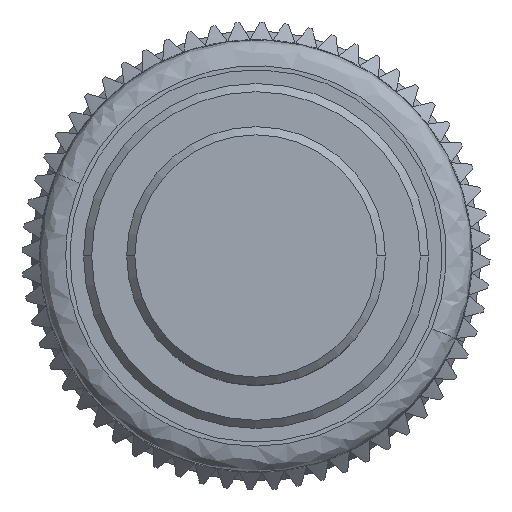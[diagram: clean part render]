
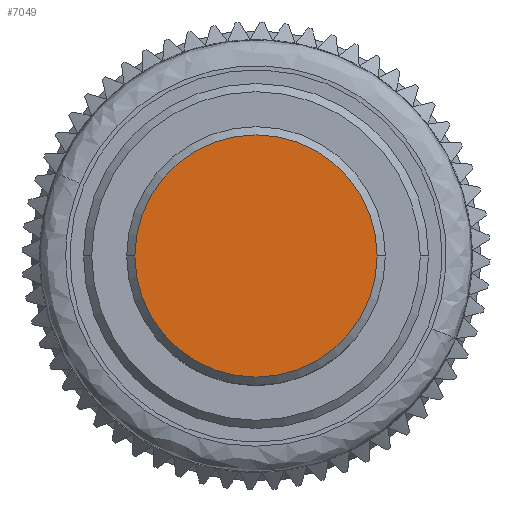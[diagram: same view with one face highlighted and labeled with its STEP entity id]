
A CAD part, left-side view. The second image highlights one B-rep face of the part: STEP entity #7049.
In plain terms, the highlighted planar face has unit normal (-1, 0, 0).
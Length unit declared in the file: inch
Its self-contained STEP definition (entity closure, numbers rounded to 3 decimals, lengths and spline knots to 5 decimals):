
#42 = AXIS2_PLACEMENT_3D ( 'NONE', #5160, #7978, #1272 ) ;
#1272 = DIRECTION ( 'NONE',  ( 0., -1., 0. ) ) ;
#1465 = DIRECTION ( 'NONE',  ( 0., -0.924, -0.382 ) ) ;
#3084 = ORIENTED_EDGE ( 'NONE', *, *, #6840, .T. ) ;
#4159 = AXIS2_PLACEMENT_3D ( 'NONE', #7291, #10221, #12682 ) ;
#4710 = ORIENTED_EDGE ( 'NONE', *, *, #11465, .T. ) ;
#5013 = CARTESIAN_POINT ( 'NONE',  ( -0.26181, 0.14748, 0. ) ) ;
#5160 = CARTESIAN_POINT ( 'NONE',  ( -0.26181, 0., 0. ) ) ;
#5179 = FACE_OUTER_BOUND ( 'NONE', #11380, .T. ) ;
#5570 = CIRCLE ( 'NONE', #4159, 0.14748 ) ;
#5725 = VERTEX_POINT ( 'NONE', #10564 ) ;
#6236 = PLANE ( 'NONE',  #17458 ) ;
#6670 = DIRECTION ( 'NONE',  ( -1., 0., 0. ) ) ;
#6840 = EDGE_CURVE ( 'NONE', #11108, #5725, #5570, .T. ) ;
#7049 = ADVANCED_FACE ( 'NONE', ( #5179 ), #6236, .T. ) ;
#7291 = CARTESIAN_POINT ( 'NONE',  ( -0.26181, 0., 0. ) ) ;
#7978 = DIRECTION ( 'NONE',  ( -1., 0., 0. ) ) ;
#10221 = DIRECTION ( 'NONE',  ( -1., 0., 0. ) ) ;
#10564 = CARTESIAN_POINT ( 'NONE',  ( -0.26181, -0.14748, 0. ) ) ;
#10757 = CIRCLE ( 'NONE', #42, 0.14748 ) ;
#11108 = VERTEX_POINT ( 'NONE', #5013 ) ;
#11380 = EDGE_LOOP ( 'NONE', ( #3084, #4710 ) ) ;
#11465 = EDGE_CURVE ( 'NONE', #5725, #11108, #10757, .T. ) ;
#12682 = DIRECTION ( 'NONE',  ( 0., -1., 0. ) ) ;
#14363 = CARTESIAN_POINT ( 'NONE',  ( -0.26181, -0.24343, -0.10057 ) ) ;
#17458 = AXIS2_PLACEMENT_3D ( 'NONE', #14363, #6670, #1465 ) ;
